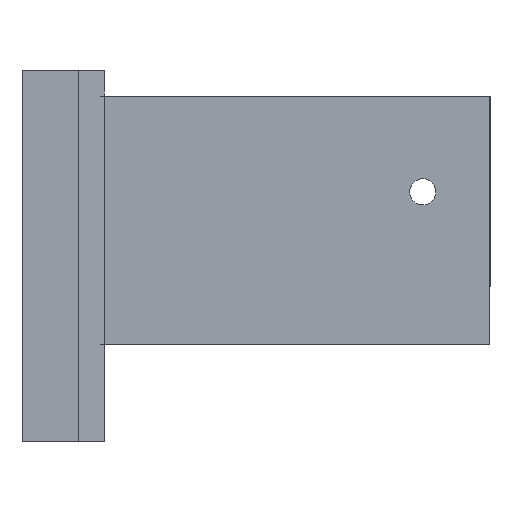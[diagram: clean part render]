
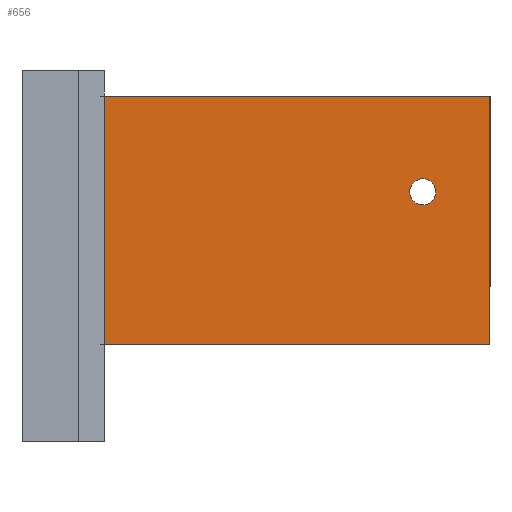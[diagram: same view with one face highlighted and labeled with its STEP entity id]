
A CAD part, left-side view. The second image highlights one B-rep face of the part: STEP entity #656.
In plain terms, the highlighted planar face has unit normal (-1, 0, 0).
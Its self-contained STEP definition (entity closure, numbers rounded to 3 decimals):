
#16=FACE_BOUND('',#104,.T.);
#34=PLANE('',#716);
#68=FACE_OUTER_BOUND('',#103,.T.);
#103=EDGE_LOOP('',(#546,#547,#548,#549));
#104=EDGE_LOOP('',(#550));
#144=LINE('',#975,#224);
#164=LINE('',#1014,#244);
#170=LINE('',#1027,#250);
#178=LINE('',#1041,#258);
#224=VECTOR('',#800,10.);
#244=VECTOR('',#828,10.);
#250=VECTOR('',#842,10.);
#258=VECTOR('',#852,10.);
#285=CIRCLE('',#689,0.75);
#297=VERTEX_POINT('',#913);
#318=VERTEX_POINT('',#972);
#319=VERTEX_POINT('',#974);
#330=VERTEX_POINT('',#1001);
#337=VERTEX_POINT('',#1026);
#358=EDGE_CURVE('',#297,#297,#285,.T.);
#388=EDGE_CURVE('',#318,#319,#144,.T.);
#408=EDGE_CURVE('',#330,#319,#164,.T.);
#414=EDGE_CURVE('',#330,#337,#170,.T.);
#422=EDGE_CURVE('',#318,#337,#178,.T.);
#546=ORIENTED_EDGE('',*,*,#408,.T.);
#547=ORIENTED_EDGE('',*,*,#388,.F.);
#548=ORIENTED_EDGE('',*,*,#422,.T.);
#549=ORIENTED_EDGE('',*,*,#414,.F.);
#550=ORIENTED_EDGE('',*,*,#358,.T.);
#656=ADVANCED_FACE('',(#68,#16),#34,.F.);
#689=AXIS2_PLACEMENT_3D('',#914,#742,#743);
#716=AXIS2_PLACEMENT_3D('',#1040,#850,#851);
#742=DIRECTION('center_axis',(1.,0.,0.));
#743=DIRECTION('ref_axis',(0.,1.,0.));
#800=DIRECTION('',(0.,1.,0.));
#828=DIRECTION('',(0.,0.,-1.));
#842=DIRECTION('',(0.,-1.,0.));
#850=DIRECTION('center_axis',(1.,0.,0.));
#851=DIRECTION('ref_axis',(0.,0.,1.));
#852=DIRECTION('',(0.,0.,1.));
#913=CARTESIAN_POINT('',(-1.553,-22.139,10.421));
#914=CARTESIAN_POINT('Origin',(-1.553,-21.389,10.421));
#972=CARTESIAN_POINT('',(-1.553,-25.267,1.63));
#974=CARTESIAN_POINT('',(-1.553,-3.01,1.63));
#975=CARTESIAN_POINT('',(-1.553,1.733,1.63));
#1001=CARTESIAN_POINT('',(-1.553,-3.01,15.94));
#1014=CARTESIAN_POINT('',(-1.553,-3.01,17.44));
#1026=CARTESIAN_POINT('',(-1.553,-25.267,15.94));
#1027=CARTESIAN_POINT('',(-1.553,1.733,15.94));
#1040=CARTESIAN_POINT('Origin',(-1.553,1.733,4.95));
#1041=CARTESIAN_POINT('',(-1.553,-25.267,4.95));
